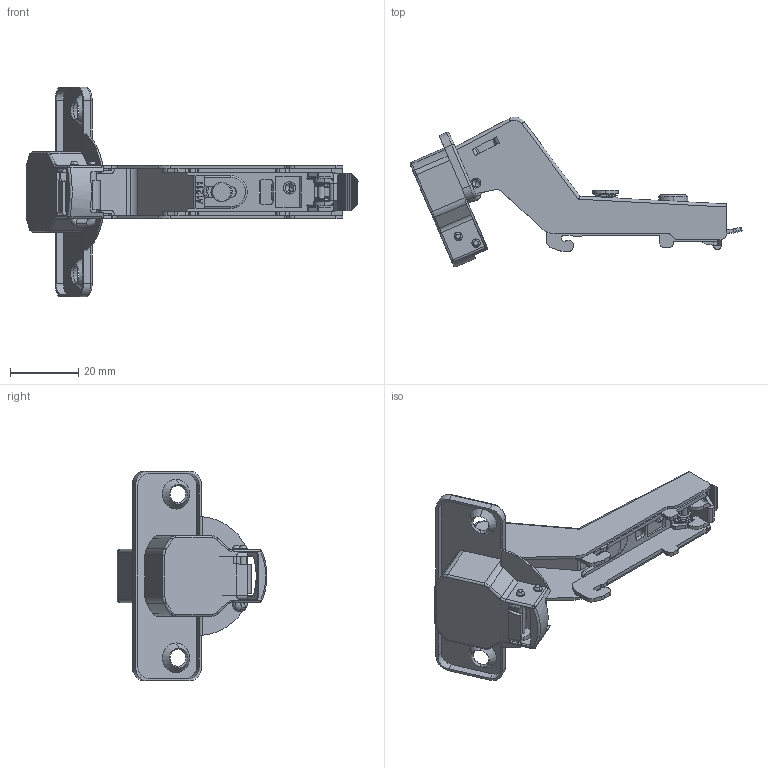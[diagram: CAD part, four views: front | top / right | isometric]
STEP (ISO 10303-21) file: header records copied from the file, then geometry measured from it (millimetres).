
FILE_DESCRIPTION (( 'STEP AP214' ), '1' );
FILE_NAME ('F000081,F000082-CLOSED_3D.step', '2022-06-06T12:56:43', ( '' ), ( '' ), 'SwSTEP 2.0', 'SolidWorks 2020', '' );
FILE_SCHEMA (( 'AUTOMOTIVE_DESIGN' ));
Length unit declared in the file: millimetre
Products named in the file (14): a19-htt_1-NC40; 尕隊2.13.8_1-NC40; a19-06lz_1-NC40; 邧渀_1-NC40; a19-mb-NC40; pxt4_1-NC40; C31A48_1-NC40; F000081,F000082-CLOSED_3D; 覃誹蹟佪_1-NC40; md29-178_1-NC40; c30-b2-NC40; A1211-NC40; md29-186_1-NC40; A19聾銅_1-NC40
Assembly tree (13 placements, depth 2):
  F000081,F000082-CLOSED_3D
    A1211-NC40
    a19-htt_1-NC40
    a19-mb-NC40
    A19聾銅_1-NC40
    c30-b2-NC40
    C31A48_1-NC40
    md29-178_1-NC40
    md29-186_1-NC40
    pxt4_1-NC40
    尕隊2.13.8_1-NC40
    邧渀_1-NC40
    覃誹蹟佪_1-NC40
    a19-06lz_1-NC40
Bounding box: 97.34 x 43.9 x 61.5 mm (x, y, z)
Volume: 9211 mm3; surface area: 21354.1 mm2
Topology: 13 solids, 13 shells, 994 faces, 2616 edges, 1651 vertices
Faces by surface type: plane 482, cylinder 368, bspline 106, cone 38
Entity records: 41135 total; most frequent: CARTESIAN_POINT 16552, ORIENTED_EDGE 5194, DIRECTION 4829, EDGE_CURVE 2597, VERTEX_POINT 1651, AXIS2_PLACEMENT_3D 1628, LINE 1573, VECTOR 1573
